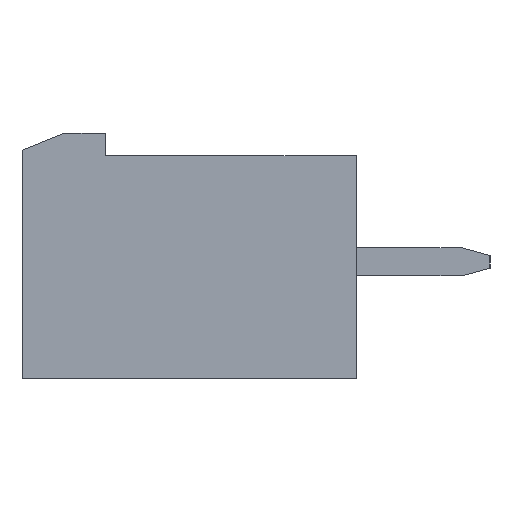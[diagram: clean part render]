
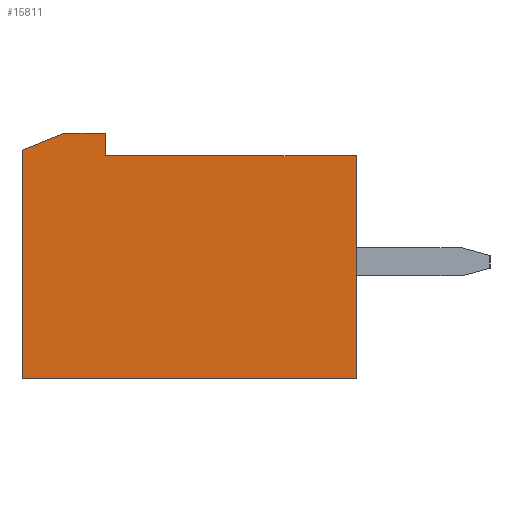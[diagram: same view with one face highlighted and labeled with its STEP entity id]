
A CAD part, left-side view. The second image highlights one B-rep face of the part: STEP entity #15811.
In plain terms, the highlighted planar face has unit normal (-1, 0, 0).
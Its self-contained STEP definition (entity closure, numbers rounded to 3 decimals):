
#501 = ORIENTED_EDGE ( 'NONE', *, *, #4454, .T. ) ;
#1478 = CARTESIAN_POINT ( 'NONE',  ( -0.5, 12., -8. ) ) ;
#1947 = CARTESIAN_POINT ( 'NONE',  ( -0.5, 12., -6.5 ) ) ;
#1948 = CARTESIAN_POINT ( 'NONE',  ( -0.5, 0., -8. ) ) ;
#2341 = CARTESIAN_POINT ( 'NONE',  ( -0.5, 10.5, 0.8 ) ) ;
#2623 = LINE ( 'NONE', #1948, #18708 ) ;
#2840 = FACE_OUTER_BOUND ( 'NONE', #24886, .T. ) ;
#2937 = CARTESIAN_POINT ( 'NONE',  ( -0.5, 10.5, 0.8 ) ) ;
#2963 = DIRECTION ( 'NONE',  ( -1., 0., 0. ) ) ;
#3088 = VECTOR ( 'NONE', #18865, 1000. ) ;
#3575 = VERTEX_POINT ( 'NONE', #25612 ) ;
#3759 = LINE ( 'NONE', #14642, #3088 ) ;
#4051 = DIRECTION ( 'NONE',  ( 0., 0., -1. ) ) ;
#4083 = LINE ( 'NONE', #17136, #9005 ) ;
#4236 = LINE ( 'NONE', #1947, #10476 ) ;
#4454 = EDGE_CURVE ( 'NONE', #21352, #23330, #19063, .T. ) ;
#6483 = ORIENTED_EDGE ( 'NONE', *, *, #20635, .T. ) ;
#7048 = VECTOR ( 'NONE', #24815, 1000. ) ;
#7139 = ORIENTED_EDGE ( 'NONE', *, *, #13916, .T. ) ;
#8012 = EDGE_CURVE ( 'NONE', #23330, #26542, #3759, .T. ) ;
#8210 = EDGE_CURVE ( 'NONE', #3575, #21352, #4083, .T. ) ;
#8215 = DIRECTION ( 'NONE',  ( 0., 0., 1. ) ) ;
#8647 = AXIS2_PLACEMENT_3D ( 'NONE', #25947, #2963, #17655 ) ;
#8694 = DIRECTION ( 'NONE',  ( 0., 0.928, -0.371 ) ) ;
#9005 = VECTOR ( 'NONE', #17317, 1000. ) ;
#9208 = PLANE ( 'NONE',  #8647 ) ;
#9330 = EDGE_CURVE ( 'NONE', #13094, #10899, #4236, .T. ) ;
#9876 = VECTOR ( 'NONE', #8694, 1000. ) ;
#10476 = VECTOR ( 'NONE', #4051, 1000. ) ;
#10899 = VERTEX_POINT ( 'NONE', #1478 ) ;
#11464 = EDGE_CURVE ( 'NONE', #10899, #13934, #18198, .T. ) ;
#12010 = ORIENTED_EDGE ( 'NONE', *, *, #8210, .T. ) ;
#12244 = DIRECTION ( 'NONE',  ( 0., 0., 1. ) ) ;
#12288 = CARTESIAN_POINT ( 'NONE',  ( -0.5, 12., -8. ) ) ;
#13021 = ORIENTED_EDGE ( 'NONE', *, *, #8012, .T. ) ;
#13094 = VERTEX_POINT ( 'NONE', #15956 ) ;
#13327 = ORIENTED_EDGE ( 'NONE', *, *, #9330, .T. ) ;
#13916 = EDGE_CURVE ( 'NONE', #13934, #3575, #2623, .T. ) ;
#13934 = VERTEX_POINT ( 'NONE', #14596 ) ;
#14358 = CARTESIAN_POINT ( 'NONE',  ( -0.5, 9.01, 0. ) ) ;
#14596 = CARTESIAN_POINT ( 'NONE',  ( -0.5, 0., -8. ) ) ;
#14642 = CARTESIAN_POINT ( 'NONE',  ( -0.5, 9.01, 0.8 ) ) ;
#15811 = ADVANCED_FACE ( 'NONE', ( #2840 ), #9208, .T. ) ;
#15956 = CARTESIAN_POINT ( 'NONE',  ( -0.5, 12., 0.2 ) ) ;
#17136 = CARTESIAN_POINT ( 'NONE',  ( -0.5, 0., 0. ) ) ;
#17317 = DIRECTION ( 'NONE',  ( 0., 1., 0. ) ) ;
#17655 = DIRECTION ( 'NONE',  ( 0., 0., 1. ) ) ;
#18198 = LINE ( 'NONE', #12288, #7048 ) ;
#18370 = CARTESIAN_POINT ( 'NONE',  ( -0.5, 9.01, 0.8 ) ) ;
#18408 = VECTOR ( 'NONE', #12244, 1000. ) ;
#18605 = ORIENTED_EDGE ( 'NONE', *, *, #11464, .T. ) ;
#18708 = VECTOR ( 'NONE', #8215, 1000. ) ;
#18865 = DIRECTION ( 'NONE',  ( 0., 1., 0. ) ) ;
#19063 = LINE ( 'NONE', #14358, #18408 ) ;
#20635 = EDGE_CURVE ( 'NONE', #26542, #13094, #21673, .T. ) ;
#21065 = CARTESIAN_POINT ( 'NONE',  ( -0.5, 9.01, 0. ) ) ;
#21352 = VERTEX_POINT ( 'NONE', #21065 ) ;
#21673 = LINE ( 'NONE', #2341, #9876 ) ;
#23330 = VERTEX_POINT ( 'NONE', #18370 ) ;
#24815 = DIRECTION ( 'NONE',  ( 0., -1., 0. ) ) ;
#24886 = EDGE_LOOP ( 'NONE', ( #13327, #18605, #7139, #12010, #501, #13021, #6483 ) ) ;
#25612 = CARTESIAN_POINT ( 'NONE',  ( -0.5, 0., 0. ) ) ;
#25947 = CARTESIAN_POINT ( 'NONE',  ( -0.5, 0., 0. ) ) ;
#26542 = VERTEX_POINT ( 'NONE', #2937 ) ;
